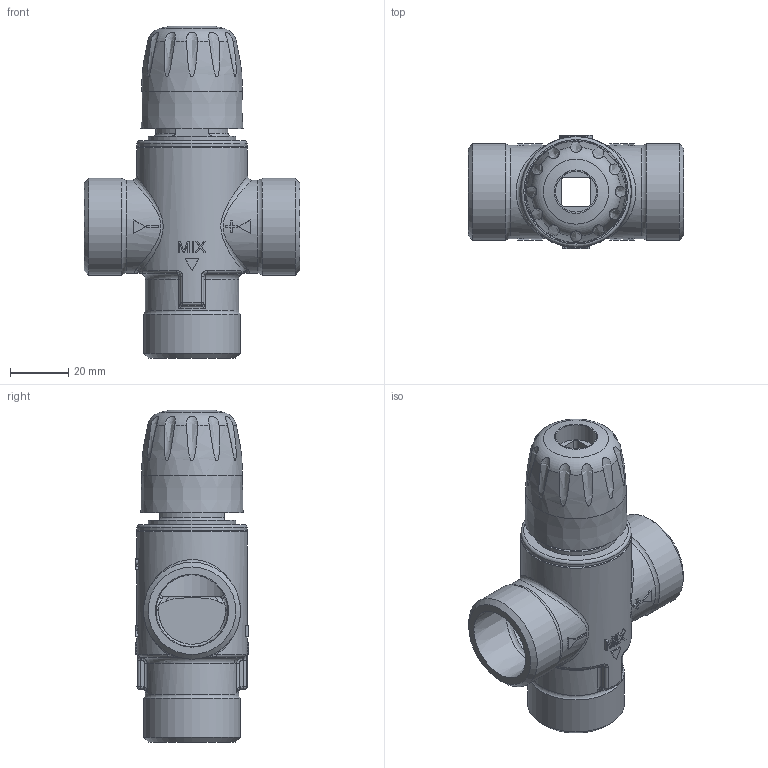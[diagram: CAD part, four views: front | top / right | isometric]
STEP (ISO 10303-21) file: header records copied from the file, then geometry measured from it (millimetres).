
FILE_DESCRIPTION( ( 'Unknown' ), '1' );
FILE_NAME( '252.6003.553.stp', 'Unknown', ( 'Unknown' ), ( 'Unknown' ), 'PSStep 14.0', 'Unknown', ' ' );
FILE_SCHEMA( ( 'AUTOMOTIVE_DESIGN { 1 0 10303 214 1 1 1 1 }' ) );
Length unit declared in the file: millimetre
Products named in the file (4): Assem1; 3-5002c; 2-4073i; 3-4072i
Assembly tree (3 placements, depth 2):
  Assem1
    3-5002c
    2-4073i
    3-4072i
Bounding box: 74 x 39 x 113.8 mm (x, y, z)
Volume: 65216.8 mm3; surface area: 37978.7 mm2
Topology: 3 solids, 3 shells, 443 faces, 1145 edges, 719 vertices
Faces by surface type: plane 209, cylinder 79, torus 54, bspline 46, extrusion 35, cone 15, sphere 5
Full cylindrical faces by diameter (mm): 14 x1, 14.917 x1, 18 x1, 18.5 x1, 24.5 x1, 25 x1, 25.2 x1, 25.5 x1, 29 x1, 30 x2, 30.376 x1, 30.4 x1, 32 x4, 32.8 x2, 33 x1, 33.249 x3, 37.8 x1, 38 x1
Entity records: 23384 total; most frequent: CARTESIAN_POINT 9900, ORIENTED_EDGE 2070, DIRECTION 1891, EDGE_CURVE 1035, AXIS2_PLACEMENT_3D 707, VERTEX_POINT 690, EDGE_LOOP 545, FACE_OUTER_BOUND 487
